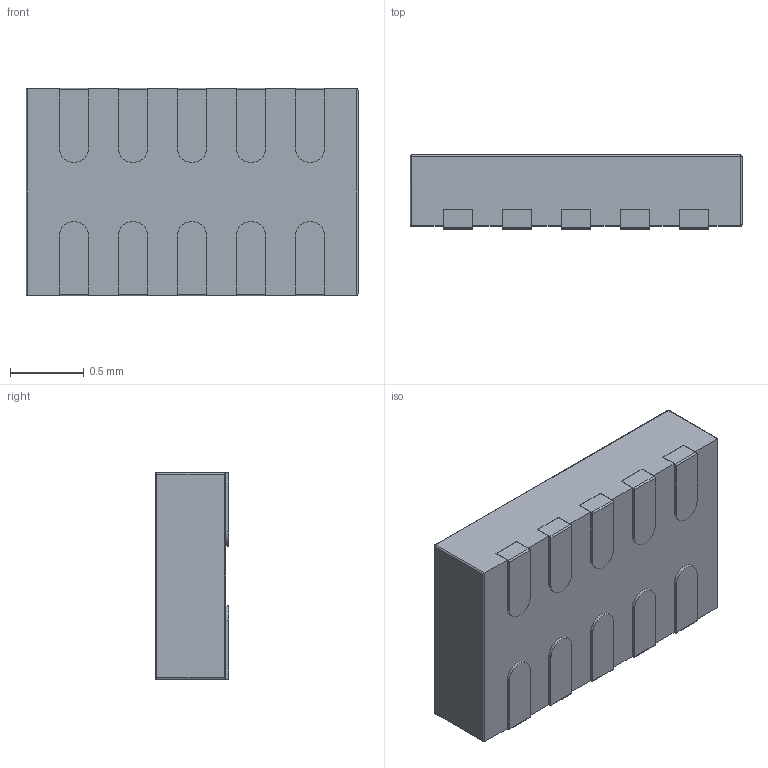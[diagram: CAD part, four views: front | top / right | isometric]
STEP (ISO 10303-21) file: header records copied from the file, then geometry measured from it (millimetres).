
FILE_DESCRIPTION (( 'STEP AP214' ), '1' );
FILE_NAME ('ECMF4-40A100N10.STEP', '2023-08-14T10:46:12', ( '' ), ( '' ), 'SwSTEP 2.0', 'SolidWorks 2023', '' );
FILE_SCHEMA (( 'AUTOMOTIVE_DESIGN' ));
Length unit declared in the file: millimetre
Products named in the file (1): ECMF4-40A100N10
Bounding box: 2.25 x 0.5 x 1.4 mm (x, y, z)
Volume: 1.5 mm3; surface area: 10 mm2
Topology: 1 solids, 1 shells, 102 faces, 281 edges, 178 vertices
Faces by surface type: plane 57, cylinder 37, torus 4, sphere 4
Entity records: 4340 total; most frequent: CARTESIAN_POINT 570, ORIENTED_EDGE 554, DIRECTION 553, EDGE_CURVE 277, VECTOR 199, LINE 199, VERTEX_POINT 178, AXIS2_PLACEMENT_3D 177
